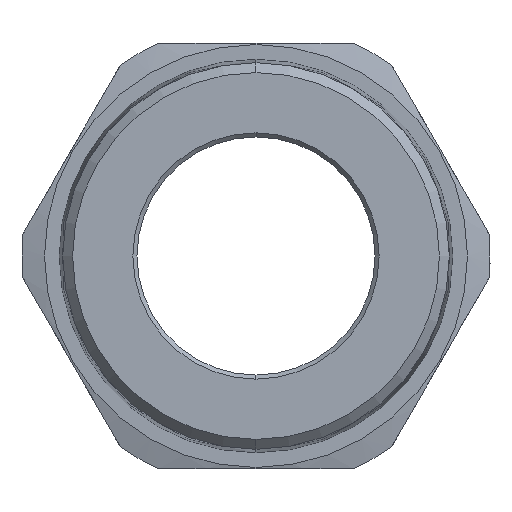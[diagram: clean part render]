
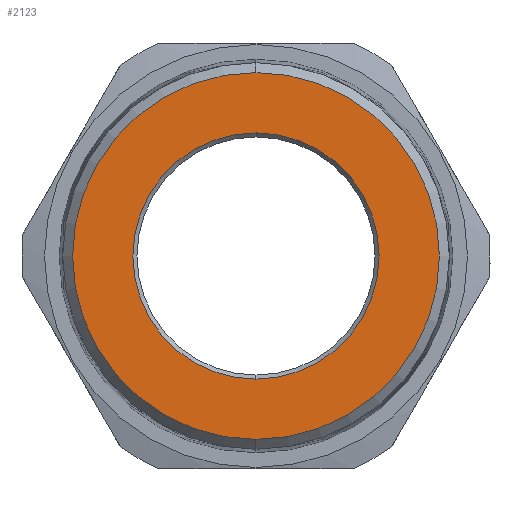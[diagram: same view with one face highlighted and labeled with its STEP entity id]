
A CAD part, left-side view. The second image highlights one B-rep face of the part: STEP entity #2123.
In plain terms, the highlighted planar face has unit normal (-1, 0, 0).
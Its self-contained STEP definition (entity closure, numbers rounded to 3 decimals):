
#78 = DIRECTION ( 'NONE',  ( 0., 0., -1. ) ) ;
#165 = CARTESIAN_POINT ( 'NONE',  ( 0., 0., 0. ) ) ;
#399 = FACE_OUTER_BOUND ( 'NONE', #2378, .T. ) ;
#424 = DIRECTION ( 'NONE',  ( 1., 0., 0. ) ) ;
#527 = CARTESIAN_POINT ( 'NONE',  ( 0., 0., -34.043 ) ) ;
#529 = FACE_BOUND ( 'NONE', #3245, .T. ) ;
#541 = EDGE_CURVE ( 'NONE', #624, #842, #1874, .T. ) ;
#613 = ORIENTED_EDGE ( 'NONE', *, *, #541, .T. ) ;
#618 = DIRECTION ( 'NONE',  ( -1., 0., 0. ) ) ;
#624 = VERTEX_POINT ( 'NONE', #1567 ) ;
#711 = CARTESIAN_POINT ( 'NONE',  ( 0., 0., 0. ) ) ;
#842 = VERTEX_POINT ( 'NONE', #527 ) ;
#874 = DIRECTION ( 'NONE',  ( 0., 0., -1. ) ) ;
#888 = CARTESIAN_POINT ( 'NONE',  ( 0., 0., 0. ) ) ;
#967 = EDGE_CURVE ( 'NONE', #1920, #1782, #2237, .T. ) ;
#978 = DIRECTION ( 'NONE',  ( 0., 0., -1. ) ) ;
#995 = DIRECTION ( 'NONE',  ( 0., 0., -1. ) ) ;
#1011 = DIRECTION ( 'NONE',  ( 0., 0., -1. ) ) ;
#1129 = ORIENTED_EDGE ( 'NONE', *, *, #967, .T. ) ;
#1466 = AXIS2_PLACEMENT_3D ( 'NONE', #888, #3363, #874 ) ;
#1567 = CARTESIAN_POINT ( 'NONE',  ( 0., 0., 34.043 ) ) ;
#1719 = AXIS2_PLACEMENT_3D ( 'NONE', #711, #1787, #1011 ) ;
#1782 = VERTEX_POINT ( 'NONE', #2486 ) ;
#1787 = DIRECTION ( 'NONE',  ( -1., 0., 0. ) ) ;
#1795 = AXIS2_PLACEMENT_3D ( 'NONE', #2191, #618, #78 ) ;
#1874 = CIRCLE ( 'NONE', #1795, 34.043 ) ;
#1917 = ORIENTED_EDGE ( 'NONE', *, *, #2787, .T. ) ;
#1920 = VERTEX_POINT ( 'NONE', #1959 ) ;
#1959 = CARTESIAN_POINT ( 'NONE',  ( 0., 0., 22.85 ) ) ;
#2123 = ADVANCED_FACE ( 'NONE', ( #399, #529 ), #2933, .F. ) ;
#2191 = CARTESIAN_POINT ( 'NONE',  ( 0., 0., 0. ) ) ;
#2237 = CIRCLE ( 'NONE', #1466, 22.85 ) ;
#2378 = EDGE_LOOP ( 'NONE', ( #1917, #613 ) ) ;
#2438 = CIRCLE ( 'NONE', #1719, 34.043 ) ;
#2486 = CARTESIAN_POINT ( 'NONE',  ( 0., 0., -22.85 ) ) ;
#2501 = AXIS2_PLACEMENT_3D ( 'NONE', #3487, #424, #995 ) ;
#2640 = DIRECTION ( 'NONE',  ( 1., 0., 0. ) ) ;
#2787 = EDGE_CURVE ( 'NONE', #842, #624, #2438, .T. ) ;
#2848 = ORIENTED_EDGE ( 'NONE', *, *, #3547, .T. ) ;
#2933 = PLANE ( 'NONE',  #2501 ) ;
#3000 = CIRCLE ( 'NONE', #3537, 22.85 ) ;
#3245 = EDGE_LOOP ( 'NONE', ( #1129, #2848 ) ) ;
#3363 = DIRECTION ( 'NONE',  ( 1., 0., 0. ) ) ;
#3487 = CARTESIAN_POINT ( 'NONE',  ( 0., 0., 0. ) ) ;
#3537 = AXIS2_PLACEMENT_3D ( 'NONE', #165, #2640, #978 ) ;
#3547 = EDGE_CURVE ( 'NONE', #1782, #1920, #3000, .T. ) ;
